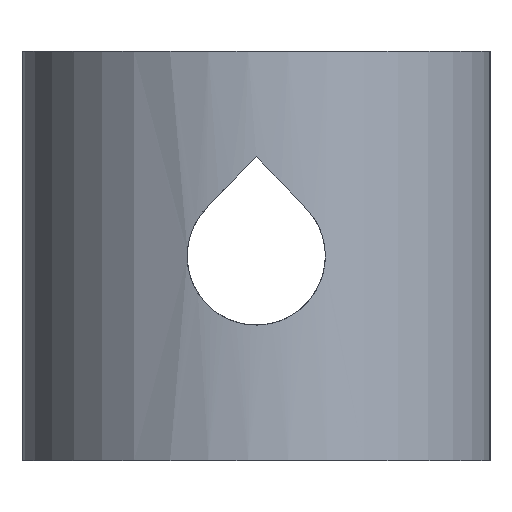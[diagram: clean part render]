
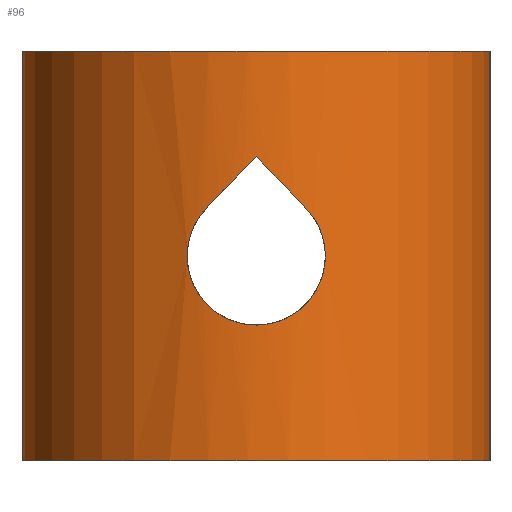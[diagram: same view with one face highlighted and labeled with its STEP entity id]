
A CAD part, left-side view. The second image highlights one B-rep face of the part: STEP entity #96.
In plain terms, the highlighted cylindrical face has radius 9.155 mm (diameter 18.31 mm), a partial arc.
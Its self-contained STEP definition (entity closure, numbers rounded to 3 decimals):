
#96 = ADVANCED_FACE( '', ( #195, #196 ), #197, .T. );
#195 = FACE_BOUND( '', #345, .T. );
#196 = FACE_OUTER_BOUND( '', #346, .T. );
#197 = CYLINDRICAL_SURFACE( '', #347, 9.155 );
#345 = EDGE_LOOP( '', ( #640, #641, #642 ) );
#346 = EDGE_LOOP( '', ( #643, #644, #645, #646 ) );
#347 = AXIS2_PLACEMENT_3D( '', #647, #648, #649 );
#640 = ORIENTED_EDGE( '', *, *, #1146, .T. );
#641 = ORIENTED_EDGE( '', *, *, #1147, .T. );
#642 = ORIENTED_EDGE( '', *, *, #1148, .T. );
#643 = ORIENTED_EDGE( '', *, *, #1149, .T. );
#644 = ORIENTED_EDGE( '', *, *, #1145, .F. );
#645 = ORIENTED_EDGE( '', *, *, #1150, .F. );
#646 = ORIENTED_EDGE( '', *, *, #1151, .T. );
#647 = CARTESIAN_POINT( '', ( -8.8, 0., 16. ) );
#648 = DIRECTION( '', ( 0., 0., 1. ) );
#649 = DIRECTION( '', ( -1., 0., 0. ) );
#1145 = EDGE_CURVE( '', #1424, #1422, #1426, .T. );
#1146 = EDGE_CURVE( '', #1427, #1428, #1429, .T. );
#1147 = EDGE_CURVE( '', #1428, #1430, #1431, .T. );
#1148 = EDGE_CURVE( '', #1430, #1427, #1432, .T. );
#1149 = EDGE_CURVE( '', #1433, #1422, #1434, .T. );
#1150 = EDGE_CURVE( '', #1435, #1424, #1436, .T. );
#1151 = EDGE_CURVE( '', #1435, #1433, #1437, .T. );
#1422 = VERTEX_POINT( '', #1894 );
#1424 = VERTEX_POINT( '', #1897 );
#1426 = LINE( '', #1900, #1901 );
#1427 = VERTEX_POINT( '', #1902 );
#1428 = VERTEX_POINT( '', #1903 );
#1429 = ELLIPSE( '', #1904, 13.179, 9.155 );
#1430 = VERTEX_POINT( '', #1905 );
#1431 = B_SPLINE_CURVE_WITH_KNOTS( '', 3, ( #1906, #1907, #1908, #1909, #1910, #1911, #1912, #1913, #1914, #1915, #1916, #1917, #1918, #1919, #1920, #1921, #1922, #1923, #1924, #1925, #1926, #1927, #1928, #1929, #1930, #1931, #1932, #1933, #1934, #1935, #1936, #1937, #1938, #1939, #1940, #1941, #1942, #1943, #1944, #1945, #1946, #1947, #1948, #1949, #1950, #1951, #1952, #1953, #1954, #1955 ), .UNSPECIFIED., .F., .F., ( 4, 2, 2, 2, 2, 2, 2, 2, 2, 2, 2, 2, 2, 2, 2, 2, 2, 2, 2, 2, 2, 2, 2, 2, 4 ), ( 0., 0.001, 0.001, 0.002, 0.002, 0.002, 0.003, 0.004, 0.004, 0.005, 0.005, 0.006, 0.006, 0.007, 0.008, 0.008, 0.009, 0.009, 0.009, 0.01, 0.011, 0.011, 0.011, 0.012, 0.013 ), .UNSPECIFIED. );
#1432 = ELLIPSE( '', #1956, 13.179, 9.155 );
#1433 = VERTEX_POINT( '', #1957 );
#1434 = CIRCLE( '', #1958, 9.155 );
#1435 = VERTEX_POINT( '', #1959 );
#1436 = CIRCLE( '', #1960, 9.155 );
#1437 = LINE( '', #1961, #1962 );
#1894 = CARTESIAN_POINT( '', ( -7.8, -9.1, 0. ) );
#1897 = CARTESIAN_POINT( '', ( -7.8, -9.1, 16. ) );
#1900 = CARTESIAN_POINT( '', ( -7.8, -9.1, 16. ) );
#1901 = VECTOR( '', #2328, 1000. );
#1902 = CARTESIAN_POINT( '', ( -17.955, 0., 11.887 ) );
#1903 = CARTESIAN_POINT( '', ( -17.746, -1.942, 9.876 ) );
#1904 = AXIS2_PLACEMENT_3D( '', #2329, #2330, #2331 );
#1905 = CARTESIAN_POINT( '', ( -17.746, 1.942, 9.876 ) );
#1906 = CARTESIAN_POINT( '', ( -17.746, -1.942, 9.876 ) );
#1907 = CARTESIAN_POINT( '', ( -17.707, -2.126, 9.686 ) );
#1908 = CARTESIAN_POINT( '', ( -17.668, -2.278, 9.474 ) );
#1909 = CARTESIAN_POINT( '', ( -17.619, -2.459, 9.123 ) );
#1910 = CARTESIAN_POINT( '', ( -17.604, -2.511, 9. ) );
#1911 = CARTESIAN_POINT( '', ( -17.579, -2.596, 8.752 ) );
#1912 = CARTESIAN_POINT( '', ( -17.569, -2.63, 8.625 ) );
#1913 = CARTESIAN_POINT( '', ( -17.554, -2.678, 8.366 ) );
#1914 = CARTESIAN_POINT( '', ( -17.55, -2.693, 8.233 ) );
#1915 = CARTESIAN_POINT( '', ( -17.547, -2.703, 7.968 ) );
#1916 = CARTESIAN_POINT( '', ( -17.548, -2.698, 7.836 ) );
#1917 = CARTESIAN_POINT( '', ( -17.561, -2.655, 7.443 ) );
#1918 = CARTESIAN_POINT( '', ( -17.582, -2.587, 7.183 ) );
#1919 = CARTESIAN_POINT( '', ( -17.64, -2.381, 6.701 ) );
#1920 = CARTESIAN_POINT( '', ( -17.678, -2.241, 6.472 ) );
#1921 = CARTESIAN_POINT( '', ( -17.736, -1.991, 6.172 ) );
#1922 = CARTESIAN_POINT( '', ( -17.756, -1.901, 6.078 ) );
#1923 = CARTESIAN_POINT( '', ( -17.795, -1.705, 5.903 ) );
#1924 = CARTESIAN_POINT( '', ( -17.814, -1.6, 5.822 ) );
#1925 = CARTESIAN_POINT( '', ( -17.85, -1.382, 5.677 ) );
#1926 = CARTESIAN_POINT( '', ( -17.867, -1.269, 5.613 ) );
#1927 = CARTESIAN_POINT( '', ( -17.897, -1.031, 5.501 ) );
#1928 = CARTESIAN_POINT( '', ( -17.911, -0.907, 5.453 ) );
#1929 = CARTESIAN_POINT( '', ( -17.943, -0.527, 5.339 ) );
#1930 = CARTESIAN_POINT( '', ( -17.955, -0.267, 5.3 ) );
#1931 = CARTESIAN_POINT( '', ( -17.955, 0.267, 5.3 ) );
#1932 = CARTESIAN_POINT( '', ( -17.943, 0.528, 5.339 ) );
#1933 = CARTESIAN_POINT( '', ( -17.9, 1.035, 5.492 ) );
#1934 = CARTESIAN_POINT( '', ( -17.868, 1.274, 5.605 ) );
#1935 = CARTESIAN_POINT( '', ( -17.814, 1.602, 5.823 ) );
#1936 = CARTESIAN_POINT( '', ( -17.795, 1.707, 5.904 ) );
#1937 = CARTESIAN_POINT( '', ( -17.756, 1.902, 6.079 ) );
#1938 = CARTESIAN_POINT( '', ( -17.736, 1.992, 6.173 ) );
#1939 = CARTESIAN_POINT( '', ( -17.697, 2.159, 6.373 ) );
#1940 = CARTESIAN_POINT( '', ( -17.678, 2.236, 6.481 ) );
#1941 = CARTESIAN_POINT( '', ( -17.642, 2.373, 6.706 ) );
#1942 = CARTESIAN_POINT( '', ( -17.626, 2.433, 6.822 ) );
#1943 = CARTESIAN_POINT( '', ( -17.582, 2.587, 7.183 ) );
#1944 = CARTESIAN_POINT( '', ( -17.561, 2.655, 7.444 ) );
#1945 = CARTESIAN_POINT( '', ( -17.548, 2.698, 7.836 ) );
#1946 = CARTESIAN_POINT( '', ( -17.547, 2.703, 7.968 ) );
#1947 = CARTESIAN_POINT( '', ( -17.55, 2.693, 8.233 ) );
#1948 = CARTESIAN_POINT( '', ( -17.554, 2.678, 8.366 ) );
#1949 = CARTESIAN_POINT( '', ( -17.569, 2.63, 8.626 ) );
#1950 = CARTESIAN_POINT( '', ( -17.579, 2.596, 8.753 ) );
#1951 = CARTESIAN_POINT( '', ( -17.604, 2.511, 9.002 ) );
#1952 = CARTESIAN_POINT( '', ( -17.619, 2.458, 9.125 ) );
#1953 = CARTESIAN_POINT( '', ( -17.668, 2.277, 9.474 ) );
#1954 = CARTESIAN_POINT( '', ( -17.707, 2.126, 9.686 ) );
#1955 = CARTESIAN_POINT( '', ( -17.746, 1.942, 9.876 ) );
#1956 = AXIS2_PLACEMENT_3D( '', #2332, #2333, #2334 );
#1957 = CARTESIAN_POINT( '', ( -8.743, 9.155, 0. ) );
#1958 = AXIS2_PLACEMENT_3D( '', #2335, #2336, #2337 );
#1959 = CARTESIAN_POINT( '', ( -8.743, 9.155, 16. ) );
#1960 = AXIS2_PLACEMENT_3D( '', #2338, #2339, #2340 );
#1961 = CARTESIAN_POINT( '', ( -8.743, 9.155, 16. ) );
#1962 = VECTOR( '', #2341, 1000. );
#2328 = DIRECTION( '', ( 0., 0., -1. ) );
#2329 = CARTESIAN_POINT( '', ( -8.8, 0., 11.887 ) );
#2330 = DIRECTION( '', ( 0., -0.719, 0.695 ) );
#2331 = DIRECTION( '', ( 0., -0.695, -0.719 ) );
#2332 = CARTESIAN_POINT( '', ( -8.8, 0., 11.887 ) );
#2333 = DIRECTION( '', ( 0., 0.719, 0.695 ) );
#2334 = DIRECTION( '', ( 0., 0.695, -0.719 ) );
#2335 = CARTESIAN_POINT( '', ( -8.8, 0., 0. ) );
#2336 = DIRECTION( '', ( 0., 0., 1. ) );
#2337 = DIRECTION( '', ( 1., 0., 0. ) );
#2338 = CARTESIAN_POINT( '', ( -8.8, 0., 16. ) );
#2339 = DIRECTION( '', ( 0., 0., 1. ) );
#2340 = DIRECTION( '', ( 1., 0., 0. ) );
#2341 = DIRECTION( '', ( 0., 0., -1. ) );
